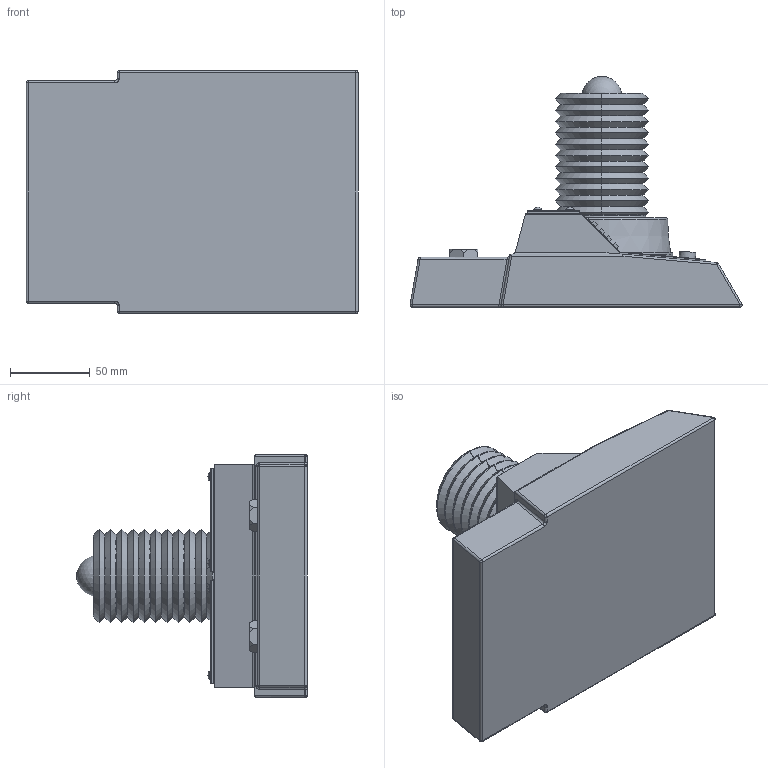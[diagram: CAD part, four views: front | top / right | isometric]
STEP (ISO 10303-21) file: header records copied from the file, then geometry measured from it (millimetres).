
FILE_DESCRIPTION((''),'2;1');
FILE_NAME('SM_SROBOT_BASE','2021-08-20T',('Home'),(''),'CREO PARAMETRIC BY PTC INC, 2014350','CREO PARAMETRIC BY PTC INC, 2014350','');
FILE_SCHEMA(('CONFIG_CONTROL_DESIGN'));
Length unit declared in the file: millimetre
Products named in the file (1): SM_SROBOT_BASE
Bounding box: 208.38 x 144.7 x 152.4 mm (x, y, z)
Volume: 1230336 mm3; surface area: 137005.9 mm2
Topology: 1 solids, 1 shells, 449 faces, 1035 edges, 584 vertices
Faces by surface type: cylinder 157, plane 124, cone 92, torus 31, sphere 30, bspline 14, extrusion 1
Entity records: 13474 total; most frequent: CARTESIAN_POINT 3633, DIRECTION 2052, ORIENTED_EDGE 2002, EDGE_CURVE 1001, AXIS2_PLACEMENT_3D 752, VERTEX_POINT 584, VECTOR 548, LINE 547
